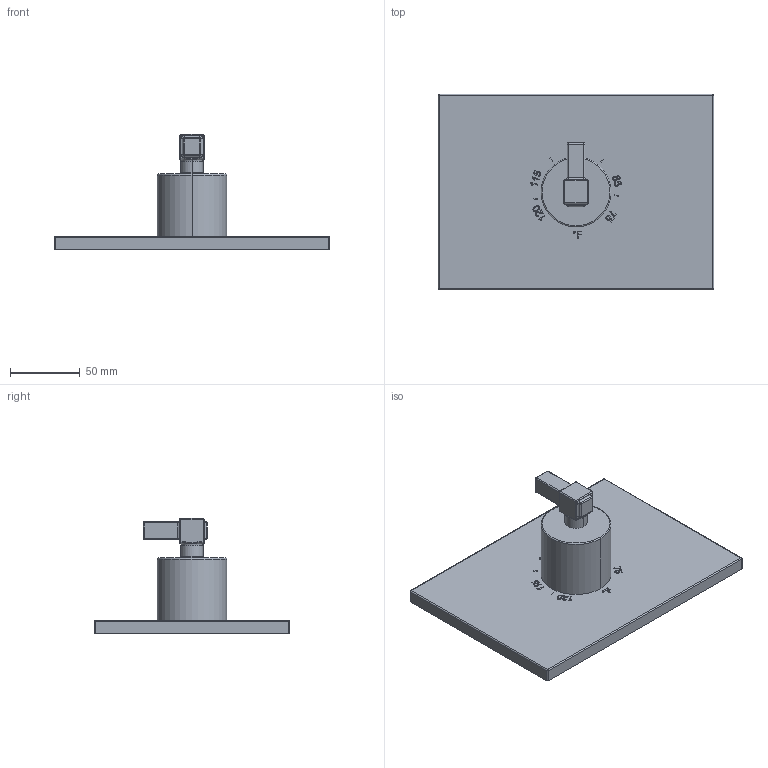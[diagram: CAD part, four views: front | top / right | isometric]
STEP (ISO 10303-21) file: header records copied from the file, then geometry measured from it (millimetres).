
FILE_DESCRIPTION((''),'2;1');
FILE_NAME('3-3144TS','2020-12-04T13:36:39',('jinson.thomas'),(''),'CREO PARAMETRIC BY PTC INC, 2018400','CREO PARAMETRIC BY PTC INC, 2018400','');
FILE_SCHEMA(('CONFIG_CONTROL_DESIGN'));
Length unit declared in the file: inch
Products named in the file (1): 3-3144TS
Bounding box: 196.85 x 139.7 x 82.24 mm (x, y, z)
Volume: 361110.7 mm3; surface area: 71636.6 mm2
Topology: 1 solids, 1 shells, 394 faces, 1009 edges, 647 vertices
Faces by surface type: extrusion 178, plane 124, cylinder 54, sphere 16, torus 12, bspline 10
Entity records: 12728 total; most frequent: CARTESIAN_POINT 3800, ORIENTED_EDGE 2018, DIRECTION 1368, EDGE_CURVE 1009, VECTOR 682, VERTEX_POINT 647, B_SPLINE_CURVE_WITH_KNOTS 546, LINE 504
